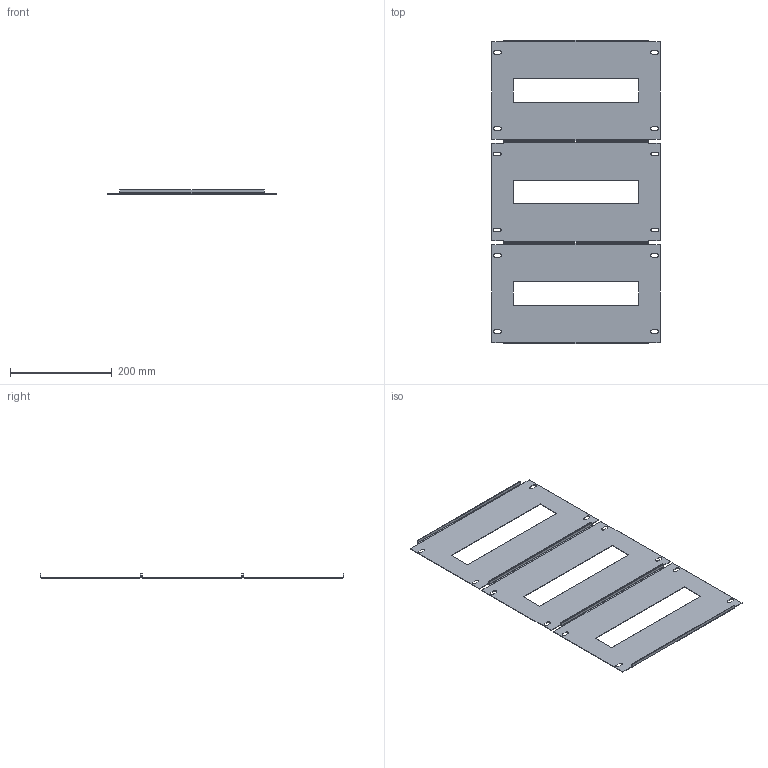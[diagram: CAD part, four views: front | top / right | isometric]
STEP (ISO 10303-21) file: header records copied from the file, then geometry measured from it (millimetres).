
FILE_DESCRIPTION (( 'STEP AP214' ), '1' );
FILE_NAME ('mb-15-mp-2045 Ïëàñòðîí âûñîòîé 200ìì ïîä 1 óðîâåíü ìîä. àâò. äëÿ ÂÐÓ Unit øèðèíîé 450ìì.STEP', '2020-02-14T06:51:41', ( '' ), ( '' ), 'SwSTEP 2.0', 'SolidWorks 2019', '' );
FILE_SCHEMA (( 'AUTOMOTIVE_DESIGN' ));
Length unit declared in the file: millimetre
Products named in the file (2): mb-15-mp-2045 Ïëàñòðîí âûñîòîé 200ìì ïîä 1 óðîâåíü ìîä. àâò. äëÿ ÂÐÓ Unit øèðèíîé 450ìì; ÃÌÐÔ.015.01.00.01 Ïëàñòðîí 200 ïîä 1 óðîâåíü_00
Assembly tree (3 placements, depth 2):
  mb-15-mp-2045 Ïëàñòðîí âûñîòîé 200ìì ïîä 1 óðîâåíü ìîä. àâò. äëÿ ÂÐÓ Unit øèðèíîé 450ìì
    ÃÌÐÔ.015.01.00.01 Ïëàñòðîí 200 ïîä 1 óðîâåíü_00  x3
Bounding box: 332 x 598 x 8 mm (x, y, z)
Volume: 171794.1 mm3; surface area: 349062.8 mm2
Topology: 3 solids, 3 shells, 162 faces, 420 edges, 264 vertices
Faces by surface type: plane 114, cylinder 48
Entity records: 1730 total; most frequent: DIRECTION 292, CARTESIAN_POINT 288, ORIENTED_EDGE 280, EDGE_CURVE 140, VECTOR 108, LINE 108, AXIS2_PLACEMENT_3D 92, VERTEX_POINT 88
